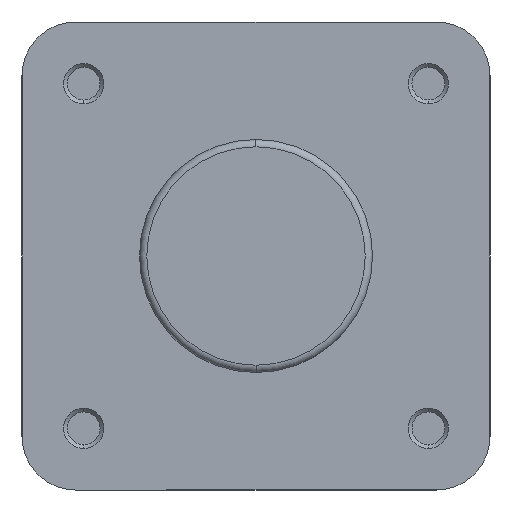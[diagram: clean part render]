
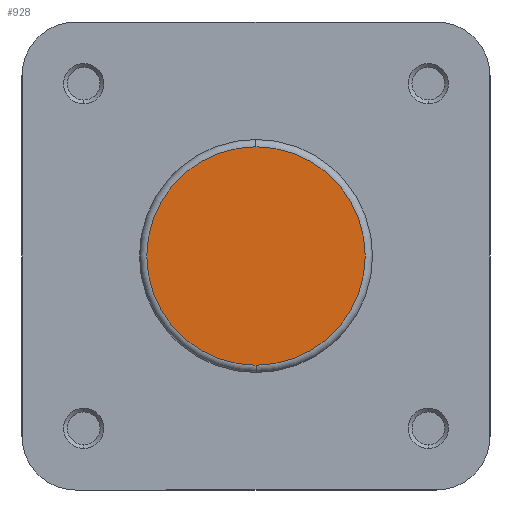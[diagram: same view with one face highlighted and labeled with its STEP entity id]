
A CAD part, left-side view. The second image highlights one B-rep face of the part: STEP entity #928.
In plain terms, the highlighted planar face has unit normal (-1, 0, 0).
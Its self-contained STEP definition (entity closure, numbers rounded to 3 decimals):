
#9 = EDGE_CURVE ( 'NONE', #4850, #1037, #4790, .T. ) ;
#52 = ORIENTED_EDGE ( 'NONE', *, *, #4638, .T. ) ;
#69 = ORIENTED_EDGE ( 'NONE', *, *, #9, .T. ) ;
#639 = EDGE_LOOP ( 'NONE', ( #69, #52 ) ) ;
#928 = ADVANCED_FACE ( 'NONE', ( #2762 ), #1816, .F. ) ;
#1037 = VERTEX_POINT ( 'NONE', #2137 ) ;
#1099 = CARTESIAN_POINT ( 'NONE',  ( 0., 0., 0. ) ) ;
#1100 = DIRECTION ( 'NONE',  ( -1., 0., 0. ) ) ;
#1101 = DIRECTION ( 'NONE',  ( 0., 0., -1. ) ) ;
#1815 = CARTESIAN_POINT ( 'NONE',  ( 0., 23.9, 0. ) ) ;
#1816 = PLANE ( 'NONE',  #4313 ) ;
#1818 = DIRECTION ( 'NONE',  ( 1., 0., 0. ) ) ;
#1819 = DIRECTION ( 'NONE',  ( 0., 0., -1. ) ) ;
#2137 = CARTESIAN_POINT ( 'NONE',  ( 0., 0., 22.4 ) ) ;
#2762 = FACE_OUTER_BOUND ( 'NONE', #639, .T. ) ;
#3155 = CIRCLE ( 'NONE', #4134, 22.4 ) ;
#3569 = CARTESIAN_POINT ( 'NONE',  ( 0., 0., 0. ) ) ;
#3575 = DIRECTION ( 'NONE',  ( -1., 0., 0. ) ) ;
#3576 = DIRECTION ( 'NONE',  ( 0., 0., -1. ) ) ;
#3879 = CARTESIAN_POINT ( 'NONE',  ( 0., 0., -22.4 ) ) ;
#4134 = AXIS2_PLACEMENT_3D ( 'NONE', #3569, #3575, #3576 ) ;
#4313 = AXIS2_PLACEMENT_3D ( 'NONE', #1815, #1818, #1819 ) ;
#4514 = AXIS2_PLACEMENT_3D ( 'NONE', #1099, #1100, #1101 ) ;
#4638 = EDGE_CURVE ( 'NONE', #1037, #4850, #3155, .T. ) ;
#4790 = CIRCLE ( 'NONE', #4514, 22.4 ) ;
#4850 = VERTEX_POINT ( 'NONE', #3879 ) ;
